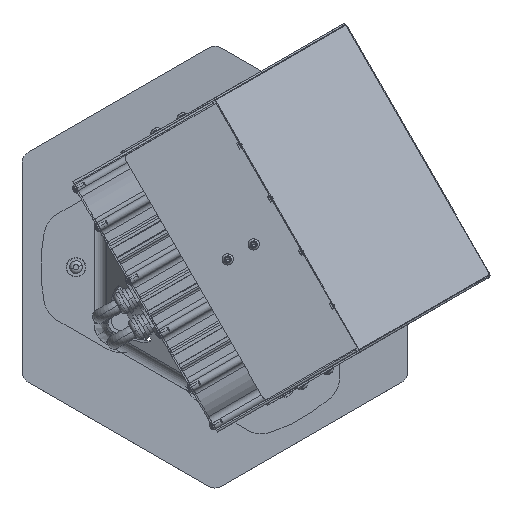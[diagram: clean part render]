
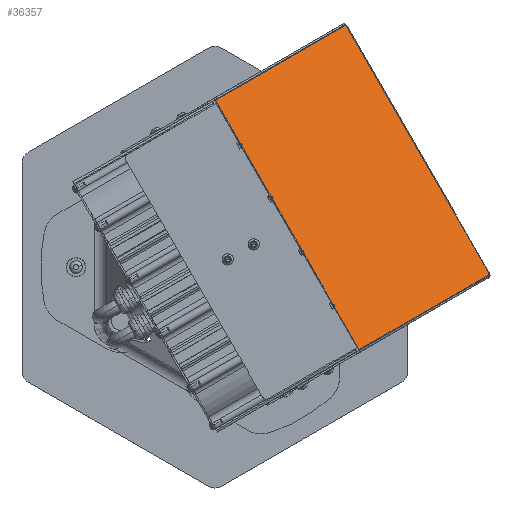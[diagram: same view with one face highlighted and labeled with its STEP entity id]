
A CAD part, top view. The second image highlights one B-rep face of the part: STEP entity #36357.
In plain terms, the highlighted face is planar.
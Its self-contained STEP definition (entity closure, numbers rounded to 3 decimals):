
#289 = EDGE_CURVE ( 'NONE', #32906, #13431, #33215, .T. ) ;
#627 = ORIENTED_EDGE ( 'NONE', *, *, #5281, .F. ) ;
#2222 = EDGE_LOOP ( 'NONE', ( #627, #3542, #22911, #28707, #14782, #15472, #33019, #30518 ) ) ;
#2488 = CARTESIAN_POINT ( 'NONE',  ( -134.263, -249.547, -1.5 ) ) ;
#2799 = VECTOR ( 'NONE', #23432, 1000. ) ;
#3073 = CARTESIAN_POINT ( 'NONE',  ( 134.263, -249.547, -1.5 ) ) ;
#3493 = CARTESIAN_POINT ( 'NONE',  ( -131.976, -250., -1.5 ) ) ;
#3542 = ORIENTED_EDGE ( 'NONE', *, *, #289, .F. ) ;
#4387 = AXIS2_PLACEMENT_3D ( 'NONE', #25669, #8198, #28586 ) ;
#4419 = AXIS2_PLACEMENT_3D ( 'NONE', #9299, #29695, #12229 ) ;
#4523 = EDGE_CURVE ( 'NONE', #6914, #24922, #12414, .T. ) ;
#4736 = CARTESIAN_POINT ( 'NONE',  ( 134.263, -104.802, -1.5 ) ) ;
#5069 = EDGE_CURVE ( 'NONE', #24922, #34898, #7532, .T. ) ;
#5085 = PLANE ( 'NONE',  #26478 ) ;
#5281 = EDGE_CURVE ( 'NONE', #13431, #6914, #29948, .T. ) ;
#6914 = VERTEX_POINT ( 'NONE', #36353 ) ;
#7532 = LINE ( 'NONE', #28885, #37728 ) ;
#7577 = VECTOR ( 'NONE', #25152, 1000. ) ;
#8198 = DIRECTION ( 'NONE',  ( 0., 0., 1. ) ) ;
#8612 = DIRECTION ( 'NONE',  ( -1., 0., 0. ) ) ;
#9124 = LINE ( 'NONE', #3493, #16855 ) ;
#9299 = CARTESIAN_POINT ( 'NONE',  ( -131.976, -244., -1.5 ) ) ;
#9685 = CARTESIAN_POINT ( 'NONE',  ( 131.976, -250., -1.5 ) ) ;
#12229 = DIRECTION ( 'NONE',  ( -1., 0., 0. ) ) ;
#12414 = LINE ( 'NONE', #20505, #2799 ) ;
#12507 = EDGE_CURVE ( 'NONE', #20182, #33857, #26830, .T. ) ;
#13431 = VERTEX_POINT ( 'NONE', #3073 ) ;
#13834 = CARTESIAN_POINT ( 'NONE',  ( -134.263, -100., -1.5 ) ) ;
#14782 = ORIENTED_EDGE ( 'NONE', *, *, #37757, .T. ) ;
#15472 = ORIENTED_EDGE ( 'NONE', *, *, #22085, .F. ) ;
#16809 = DIRECTION ( 'NONE',  ( 0., 0., 1. ) ) ;
#16855 = VECTOR ( 'NONE', #23917, 1000. ) ;
#17568 = VERTEX_POINT ( 'NONE', #13834 ) ;
#18545 = DIRECTION ( 'NONE',  ( -1., 0., 0. ) ) ;
#18564 = FACE_OUTER_BOUND ( 'NONE', #2222, .T. ) ;
#20182 = VERTEX_POINT ( 'NONE', #2488 ) ;
#20505 = CARTESIAN_POINT ( 'NONE',  ( 131.5, -100., -1.5 ) ) ;
#21661 = CARTESIAN_POINT ( 'NONE',  ( -134.263, -104.802, -1.5 ) ) ;
#22085 = EDGE_CURVE ( 'NONE', #34898, #17568, #30841, .T. ) ;
#22123 = VECTOR ( 'NONE', #24606, 1000. ) ;
#22202 = CARTESIAN_POINT ( 'NONE',  ( 131.5, -100., -1.5 ) ) ;
#22911 = ORIENTED_EDGE ( 'NONE', *, *, #27573, .F. ) ;
#23075 = VECTOR ( 'NONE', #18545, 1000. ) ;
#23432 = DIRECTION ( 'NONE',  ( -1., 0., 0. ) ) ;
#23917 = DIRECTION ( 'NONE',  ( 1., 0., 0. ) ) ;
#24606 = DIRECTION ( 'NONE',  ( 0., 1., 0. ) ) ;
#24922 = VERTEX_POINT ( 'NONE', #22202 ) ;
#25152 = DIRECTION ( 'NONE',  ( 0., 1., 0. ) ) ;
#25669 = CARTESIAN_POINT ( 'NONE',  ( 131.976, -244., -1.5 ) ) ;
#26478 = AXIS2_PLACEMENT_3D ( 'NONE', #28429, #16809, #37310 ) ;
#26830 = CIRCLE ( 'NONE', #4419, 6. ) ;
#27573 = EDGE_CURVE ( 'NONE', #33857, #32906, #9124, .T. ) ;
#28429 = CARTESIAN_POINT ( 'NONE',  ( 196.474, -104.802, -1.5 ) ) ;
#28586 = DIRECTION ( 'NONE',  ( 1., 0., 0. ) ) ;
#28707 = ORIENTED_EDGE ( 'NONE', *, *, #12507, .F. ) ;
#28885 = CARTESIAN_POINT ( 'NONE',  ( 196.474, -100., -1.5 ) ) ;
#28974 = LINE ( 'NONE', #21661, #22123 ) ;
#29695 = DIRECTION ( 'NONE',  ( 0., 0., 1. ) ) ;
#29948 = LINE ( 'NONE', #4736, #7577 ) ;
#30518 = ORIENTED_EDGE ( 'NONE', *, *, #4523, .F. ) ;
#30841 = LINE ( 'NONE', #33106, #23075 ) ;
#31686 = CARTESIAN_POINT ( 'NONE',  ( -131.976, -250., -1.5 ) ) ;
#32906 = VERTEX_POINT ( 'NONE', #9685 ) ;
#33019 = ORIENTED_EDGE ( 'NONE', *, *, #5069, .F. ) ;
#33106 = CARTESIAN_POINT ( 'NONE',  ( -136.5, -100., -1.5 ) ) ;
#33215 = CIRCLE ( 'NONE', #4387, 6. ) ;
#33857 = VERTEX_POINT ( 'NONE', #31686 ) ;
#34576 = CARTESIAN_POINT ( 'NONE',  ( -131.5, -100., -1.5 ) ) ;
#34898 = VERTEX_POINT ( 'NONE', #34576 ) ;
#36353 = CARTESIAN_POINT ( 'NONE',  ( 134.263, -100., -1.5 ) ) ;
#36357 = ADVANCED_FACE ( 'NONE', ( #18564 ), #5085, .F. ) ;
#37310 = DIRECTION ( 'NONE',  ( 1., 0., 0. ) ) ;
#37728 = VECTOR ( 'NONE', #8612, 1000. ) ;
#37757 = EDGE_CURVE ( 'NONE', #20182, #17568, #28974, .T. ) ;
